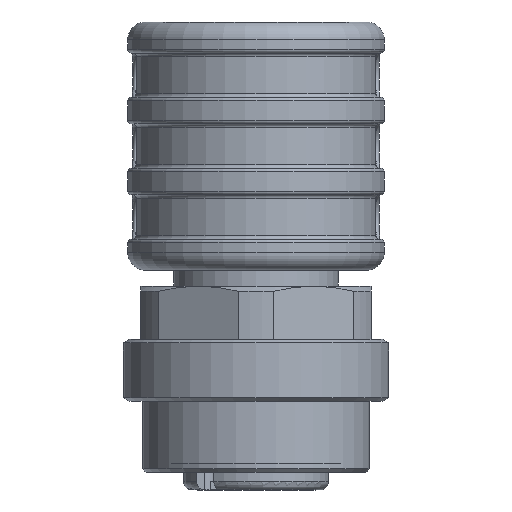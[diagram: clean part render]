
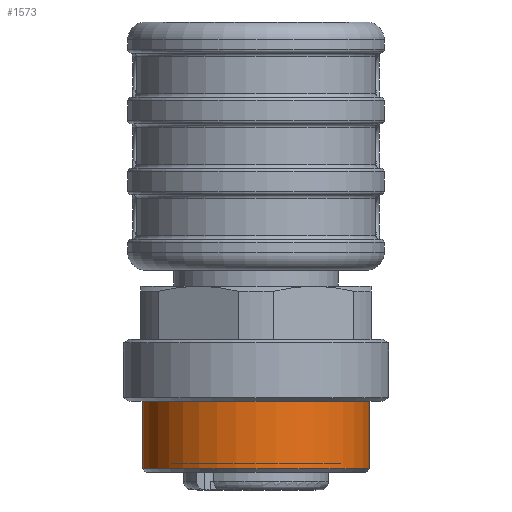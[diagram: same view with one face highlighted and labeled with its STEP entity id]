
A CAD part, left-side view. The second image highlights one B-rep face of the part: STEP entity #1573.
In plain terms, the highlighted cylindrical face has radius 6.4 mm (diameter 12.8 mm), a full revolution.
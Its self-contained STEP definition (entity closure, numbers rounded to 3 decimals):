
#1573=ADVANCED_FACE('',(#1866,#1867),#1789,.T.);
#1789=CYLINDRICAL_SURFACE('',#5271,6.4);
#1866=FACE_BOUND('',#2089,.T.);
#1867=FACE_BOUND('',#2090,.T.);
#2089=EDGE_LOOP('',(#2891));
#2090=EDGE_LOOP('',(#2892));
#2891=ORIENTED_EDGE('',*,*,#4409,.T.);
#2892=ORIENTED_EDGE('',*,*,#4410,.T.);
#3846=VERTEX_POINT('',#8099);
#3847=VERTEX_POINT('',#8101);
#4409=EDGE_CURVE('',#3846,#3846,#4913,.T.);
#4410=EDGE_CURVE('',#3847,#3847,#4914,.T.);
#4913=CIRCLE('',#5269,6.4);
#4914=CIRCLE('',#5270,6.4);
#5269=AXIS2_PLACEMENT_3D('',#8098,#6162,#6163);
#5270=AXIS2_PLACEMENT_3D('',#8100,#6164,#6165);
#5271=AXIS2_PLACEMENT_3D('',#8102,#6166,#6167);
#6162=DIRECTION('',(0.,0.,1.));
#6163=DIRECTION('',(1.,0.,0.));
#6164=DIRECTION('',(0.,0.,-1.));
#6165=DIRECTION('',(0.,1.,0.));
#6166=DIRECTION('',(0.,0.,-1.));
#6167=DIRECTION('',(0.,1.,0.));
#8098=CARTESIAN_POINT('',(60.,60.,-18.2));
#8099=CARTESIAN_POINT('',(66.4,60.,-18.2));
#8100=CARTESIAN_POINT('',(60.,60.,-14.4));
#8101=CARTESIAN_POINT('',(60.,66.4,-14.4));
#8102=CARTESIAN_POINT('',(60.,60.,-18.4));
